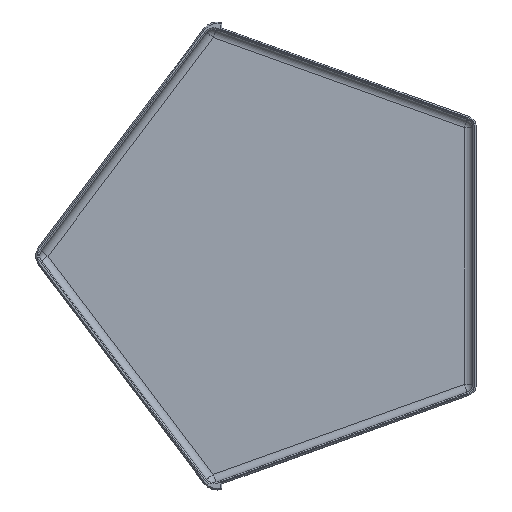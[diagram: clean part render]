
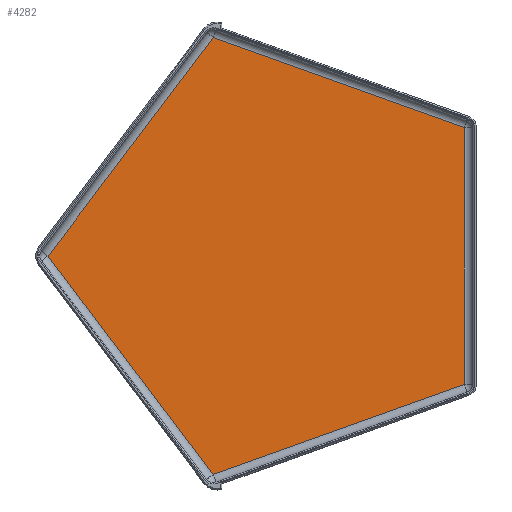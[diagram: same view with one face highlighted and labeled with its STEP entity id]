
A CAD part, top view. The second image highlights one B-rep face of the part: STEP entity #4282.
In plain terms, the highlighted planar face has unit normal (0, 0, 1).
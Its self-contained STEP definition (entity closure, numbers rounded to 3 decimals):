
#2655 = CYLINDRICAL_SURFACE('',#2656,3.);
#2656 = AXIS2_PLACEMENT_3D('',#2657,#2658,#2659);
#2657 = CARTESIAN_POINT('',(76.48,16.526,-33.1));
#2658 = DIRECTION('',(0.941,0.337,0.));
#2659 = DIRECTION('',(0.337,-0.941,0.));
#2839 = CYLINDRICAL_SURFACE('',#2840,3.);
#2840 = AXIS2_PLACEMENT_3D('',#2841,#2842,#2843);
#2841 = CARTESIAN_POINT('',(18.288,96.96,-33.1));
#2842 = DIRECTION('',(0.603,-0.798,0.));
#2843 = DIRECTION('',(-0.798,-0.603,0.));
#2873 = CYLINDRICAL_SURFACE('',#2874,3.);
#2874 = AXIS2_PLACEMENT_3D('',#2875,#2876,#2877);
#2875 = CARTESIAN_POINT('',(168.196,47.275,-33.1));
#2876 = DIRECTION('',(0.,1.,0.));
#2877 = DIRECTION('',(1.,0.,0.));
#3057 = CYLINDRICAL_SURFACE('',#3058,3.);
#3058 = AXIS2_PLACEMENT_3D('',#3059,#3060,#3061);
#3059 = CARTESIAN_POINT('',(79.932,174.851,-33.1));
#3060 = DIRECTION('',(-0.603,-0.798,0.));
#3061 = DIRECTION('',(-0.798,0.603,0.));
#3091 = CYLINDRICAL_SURFACE('',#3092,3.);
#3092 = AXIS2_PLACEMENT_3D('',#3093,#3094,#3095);
#3093 = CARTESIAN_POINT('',(170.184,140.281,-33.1));
#3094 = DIRECTION('',(-0.941,0.337,0.));
#3095 = DIRECTION('',(0.337,0.941,0.));
#3882 = VERTEX_POINT('',#3883);
#3883 = CARTESIAN_POINT('',(78.555,17.27,-36.1));
#3905 = EDGE_CURVE('',#3882,#3906,#3908,.T.);
#3906 = VERTEX_POINT('',#3907);
#3907 = CARTESIAN_POINT('',(168.196,49.387,-36.1));
#3908 = SURFACE_CURVE('',#3909,(#3913,#3920),.PCURVE_S1.);
#3909 = LINE('',#3910,#3911);
#3910 = CARTESIAN_POINT('',(76.48,16.526,-36.1));
#3911 = VECTOR('',#3912,1.);
#3912 = DIRECTION('',(0.941,0.337,0.));
#3913 = PCURVE('',#2655,#3914);
#3914 = DEFINITIONAL_REPRESENTATION('',(#3915),#3919);
#3915 = LINE('',#3916,#3917);
#3916 = CARTESIAN_POINT('',(1.571,0.));
#3917 = VECTOR('',#3918,1.);
#3918 = DIRECTION('',(0.,1.));
#3919 = ( GEOMETRIC_REPRESENTATION_CONTEXT(2) 
PARAMETRIC_REPRESENTATION_CONTEXT() REPRESENTATION_CONTEXT('2D SPACE',''
  ) );
#3920 = PCURVE('',#3921,#3926);
#3921 = PLANE('',#3922);
#3922 = AXIS2_PLACEMENT_3D('',#3923,#3924,#3925);
#3923 = CARTESIAN_POINT('',(101.565,95.178,-36.1));
#3924 = DIRECTION('',(0.,0.,1.));
#3925 = DIRECTION('',(1.,0.,0.));
#3926 = DEFINITIONAL_REPRESENTATION('',(#3927),#3931);
#3927 = LINE('',#3928,#3929);
#3928 = CARTESIAN_POINT('',(-25.085,-78.652));
#3929 = VECTOR('',#3930,1.);
#3930 = DIRECTION('',(0.941,0.337));
#3931 = ( GEOMETRIC_REPRESENTATION_CONTEXT(2) 
PARAMETRIC_REPRESENTATION_CONTEXT() REPRESENTATION_CONTEXT('2D SPACE',''
  ) );
#4014 = VERTEX_POINT('',#4015);
#4015 = CARTESIAN_POINT('',(19.657,95.15,-36.1));
#4037 = EDGE_CURVE('',#4014,#3882,#4038,.T.);
#4038 = SURFACE_CURVE('',#4039,(#4043,#4050),.PCURVE_S1.);
#4039 = LINE('',#4040,#4041);
#4040 = CARTESIAN_POINT('',(18.288,96.96,-36.1));
#4041 = VECTOR('',#4042,1.);
#4042 = DIRECTION('',(0.603,-0.798,0.));
#4043 = PCURVE('',#2839,#4044);
#4044 = DEFINITIONAL_REPRESENTATION('',(#4045),#4049);
#4045 = LINE('',#4046,#4047);
#4046 = CARTESIAN_POINT('',(1.571,0.));
#4047 = VECTOR('',#4048,1.);
#4048 = DIRECTION('',(0.,1.));
#4049 = ( GEOMETRIC_REPRESENTATION_CONTEXT(2) 
PARAMETRIC_REPRESENTATION_CONTEXT() REPRESENTATION_CONTEXT('2D SPACE',''
  ) );
#4050 = PCURVE('',#3921,#4051);
#4051 = DEFINITIONAL_REPRESENTATION('',(#4052),#4056);
#4052 = LINE('',#4053,#4054);
#4053 = CARTESIAN_POINT('',(-83.277,1.781));
#4054 = VECTOR('',#4055,1.);
#4055 = DIRECTION('',(0.603,-0.798));
#4056 = ( GEOMETRIC_REPRESENTATION_CONTEXT(2) 
PARAMETRIC_REPRESENTATION_CONTEXT() REPRESENTATION_CONTEXT('2D SPACE',''
  ) );
#4064 = EDGE_CURVE('',#3906,#4065,#4067,.T.);
#4065 = VERTEX_POINT('',#4066);
#4066 = CARTESIAN_POINT('',(168.196,140.993,-36.1));
#4067 = SURFACE_CURVE('',#4068,(#4072,#4079),.PCURVE_S1.);
#4068 = LINE('',#4069,#4070);
#4069 = CARTESIAN_POINT('',(168.196,47.275,-36.1));
#4070 = VECTOR('',#4071,1.);
#4071 = DIRECTION('',(0.,1.,0.));
#4072 = PCURVE('',#2873,#4073);
#4073 = DEFINITIONAL_REPRESENTATION('',(#4074),#4078);
#4074 = LINE('',#4075,#4076);
#4075 = CARTESIAN_POINT('',(1.571,0.));
#4076 = VECTOR('',#4077,1.);
#4077 = DIRECTION('',(0.,1.));
#4078 = ( GEOMETRIC_REPRESENTATION_CONTEXT(2) 
PARAMETRIC_REPRESENTATION_CONTEXT() REPRESENTATION_CONTEXT('2D SPACE',''
  ) );
#4079 = PCURVE('',#3921,#4080);
#4080 = DEFINITIONAL_REPRESENTATION('',(#4081),#4085);
#4081 = LINE('',#4082,#4083);
#4082 = CARTESIAN_POINT('',(66.631,-47.903));
#4083 = VECTOR('',#4084,1.);
#4084 = DIRECTION('',(0.,1.));
#4085 = ( GEOMETRIC_REPRESENTATION_CONTEXT(2) 
PARAMETRIC_REPRESENTATION_CONTEXT() REPRESENTATION_CONTEXT('2D SPACE',''
  ) );
#4168 = VERTEX_POINT('',#4169);
#4169 = CARTESIAN_POINT('',(78.603,173.093,-36.1));
#4191 = EDGE_CURVE('',#4168,#4014,#4192,.T.);
#4192 = SURFACE_CURVE('',#4193,(#4197,#4204),.PCURVE_S1.);
#4193 = LINE('',#4194,#4195);
#4194 = CARTESIAN_POINT('',(79.932,174.851,-36.1));
#4195 = VECTOR('',#4196,1.);
#4196 = DIRECTION('',(-0.603,-0.798,0.));
#4197 = PCURVE('',#3057,#4198);
#4198 = DEFINITIONAL_REPRESENTATION('',(#4199),#4203);
#4199 = LINE('',#4200,#4201);
#4200 = CARTESIAN_POINT('',(1.571,0.));
#4201 = VECTOR('',#4202,1.);
#4202 = DIRECTION('',(0.,1.));
#4203 = ( GEOMETRIC_REPRESENTATION_CONTEXT(2) 
PARAMETRIC_REPRESENTATION_CONTEXT() REPRESENTATION_CONTEXT('2D SPACE',''
  ) );
#4204 = PCURVE('',#3921,#4205);
#4205 = DEFINITIONAL_REPRESENTATION('',(#4206),#4210);
#4206 = LINE('',#4207,#4208);
#4207 = CARTESIAN_POINT('',(-21.633,79.673));
#4208 = VECTOR('',#4209,1.);
#4209 = DIRECTION('',(-0.603,-0.798));
#4210 = ( GEOMETRIC_REPRESENTATION_CONTEXT(2) 
PARAMETRIC_REPRESENTATION_CONTEXT() REPRESENTATION_CONTEXT('2D SPACE',''
  ) );
#4218 = EDGE_CURVE('',#4065,#4168,#4219,.T.);
#4219 = SURFACE_CURVE('',#4220,(#4224,#4231),.PCURVE_S1.);
#4220 = LINE('',#4221,#4222);
#4221 = CARTESIAN_POINT('',(170.184,140.281,-36.1));
#4222 = VECTOR('',#4223,1.);
#4223 = DIRECTION('',(-0.941,0.337,0.));
#4224 = PCURVE('',#3091,#4225);
#4225 = DEFINITIONAL_REPRESENTATION('',(#4226),#4230);
#4226 = LINE('',#4227,#4228);
#4227 = CARTESIAN_POINT('',(1.571,0.));
#4228 = VECTOR('',#4229,1.);
#4229 = DIRECTION('',(0.,1.));
#4230 = ( GEOMETRIC_REPRESENTATION_CONTEXT(2) 
PARAMETRIC_REPRESENTATION_CONTEXT() REPRESENTATION_CONTEXT('2D SPACE',''
  ) );
#4231 = PCURVE('',#3921,#4232);
#4232 = DEFINITIONAL_REPRESENTATION('',(#4233),#4237);
#4233 = LINE('',#4234,#4235);
#4234 = CARTESIAN_POINT('',(68.619,45.102));
#4235 = VECTOR('',#4236,1.);
#4236 = DIRECTION('',(-0.941,0.337));
#4237 = ( GEOMETRIC_REPRESENTATION_CONTEXT(2) 
PARAMETRIC_REPRESENTATION_CONTEXT() REPRESENTATION_CONTEXT('2D SPACE',''
  ) );
#4282 = ADVANCED_FACE('',(#4283),#3921,.T.);
#4283 = FACE_BOUND('',#4284,.T.);
#4284 = EDGE_LOOP('',(#4285,#4286,#4287,#4288,#4289));
#4285 = ORIENTED_EDGE('',*,*,#3905,.T.);
#4286 = ORIENTED_EDGE('',*,*,#4064,.T.);
#4287 = ORIENTED_EDGE('',*,*,#4218,.T.);
#4288 = ORIENTED_EDGE('',*,*,#4191,.T.);
#4289 = ORIENTED_EDGE('',*,*,#4037,.T.);
